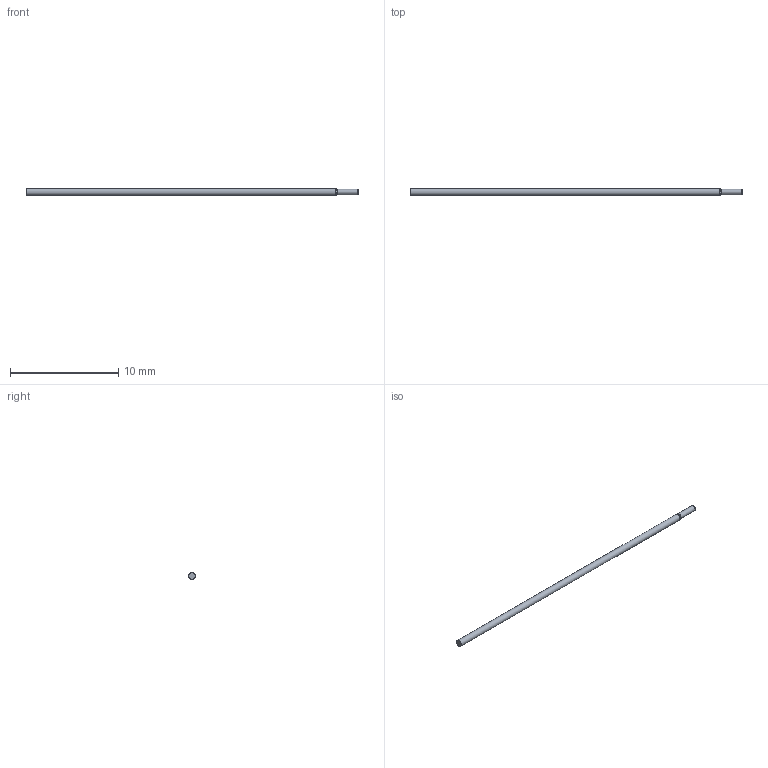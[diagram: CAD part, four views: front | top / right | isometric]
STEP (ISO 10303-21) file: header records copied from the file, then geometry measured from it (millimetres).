
FILE_DESCRIPTION (( 'STEP AP214' ), '1' );
FILE_NAME ('039-SPR.STEP', '2023-06-19T14:51:04', ( '' ), ( '' ), 'SwSTEP 2.0', 'SolidWorks 2020', '' );
FILE_SCHEMA (( 'AUTOMOTIVE_DESIGN' ));
Length unit declared in the file: inch
Products named in the file (1): 039-SPR
Bounding box: 30.73 x 0.64 x 0.64 mm (x, y, z)
Volume: 9 mm3; surface area: 59.6 mm2
Topology: 1 solids, 1 shells, 10 faces, 17 edges, 9 vertices
Faces by surface type: torus 4, cylinder 2, plane 2, cone 2
Full cylindrical faces by diameter (mm): 0.523 x1, 0.617 x1
Entity records: 234 total; most frequent: DIRECTION 40, CARTESIAN_POINT 29, AXIS2_PLACEMENT_3D 20, EDGE_LOOP 18, ORIENTED_EDGE 18, FACE_OUTER_BOUND 16, ADVANCED_FACE 10, EDGE_CURVE 9
